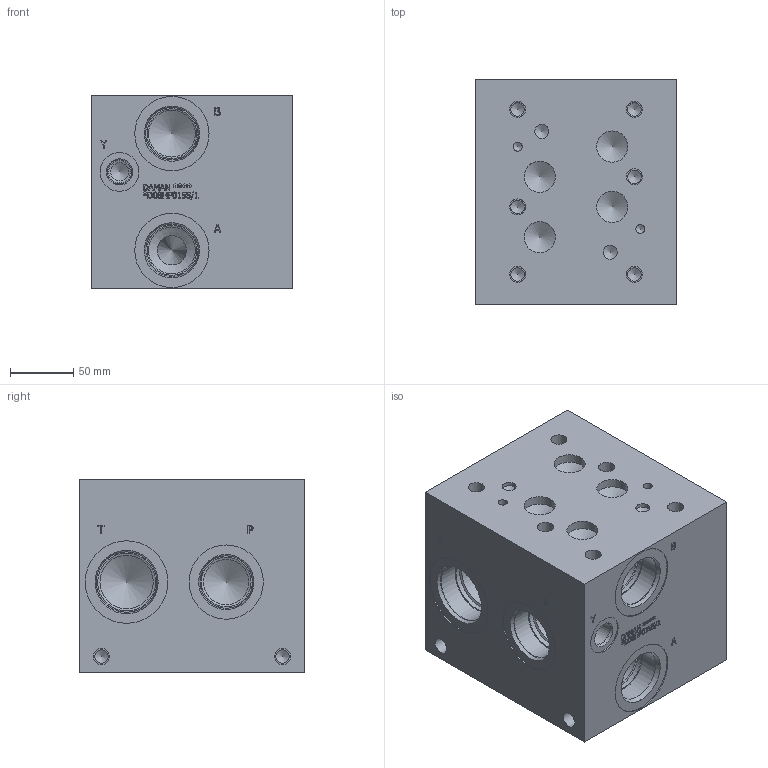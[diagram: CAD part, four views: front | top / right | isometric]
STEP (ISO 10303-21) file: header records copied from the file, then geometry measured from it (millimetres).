
FILE_DESCRIPTION(/* description */ (''),/* implementation_level */ '2;1');
FILE_NAME(/* name */ '_D08HP015S_1.stp',/* time_stamp */ '2022-10-25T09:58:45-04:00',/* author */ ('mikeh'),/* organization */ (''),/* preprocessor_version */ 'ST-DEVELOPER v18',/* originating_system */ 'Autodesk Inventor 2020',/* authorisation */ '');
FILE_SCHEMA (('AUTOMOTIVE_DESIGN { 1 0 10303 214 3 1 1 }'));
Length unit declared in the file: millimetre
Products named in the file (1): Part_AD08HP015S_1_3D
Bounding box: 158.75 x 177.8 x 152.4 mm (x, y, z)
Volume: 3897859.1 mm3; surface area: 207115.5 mm2
Topology: 1 solids, 1 shells, 598 faces, 1624 edges, 1097 vertices
Faces by surface type: plane 353, bspline 128, cylinder 67, cone 50
Full cylindrical faces by diameter (mm): 7.137 x2, 9.525 x1, 9.881 x1, 10.719 x10, 11.113 x2, 11.125 x1, 12.7 x10, 14.275 x1, 17.501 x1, 19.05 x1, 19.253 x1, 21.285 x1, 24.613 x4, 30.632 x1, 35.712 x2, 36.906 x2, 39.218 x4, 41.275 x2, 41.28 x2, 41.758 x2, 42.062 x2, 43.51 x2, 45.568 x2, 47.625 x2, 48.057 x2, 58.572 x4, 65.126 x2
Entity records: 19860 total; most frequent: CARTESIAN_POINT 4958, ORIENTED_EDGE 3196, DIRECTION 2535, EDGE_CURVE 1598, VERTEX_POINT 1097, LINE 1091, VECTOR 1091, AXIS2_PLACEMENT_3D 722
